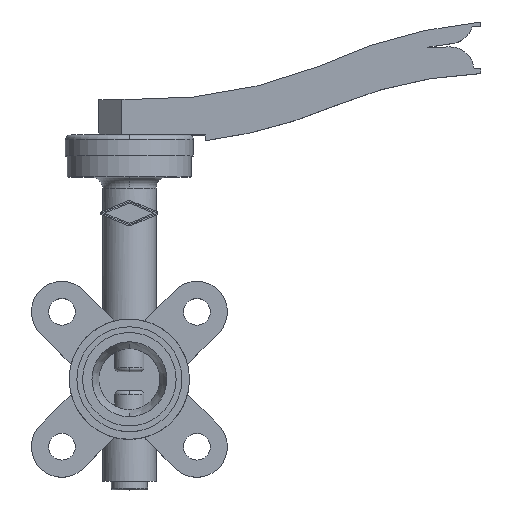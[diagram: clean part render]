
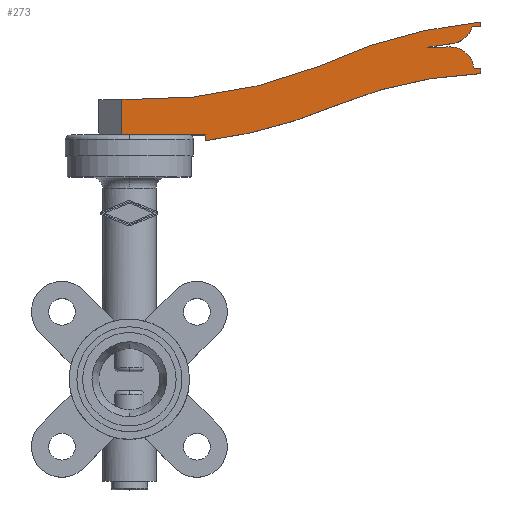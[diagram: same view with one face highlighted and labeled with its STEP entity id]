
A CAD part, top view. The second image highlights one B-rep face of the part: STEP entity #273.
In plain terms, the highlighted planar face has unit normal (0, 0, 1).
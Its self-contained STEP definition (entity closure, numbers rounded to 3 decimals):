
#273 = ADVANCED_FACE( '', ( #599 ), #600, .T. );
#599 = FACE_OUTER_BOUND( '', #925, .T. );
#600 = PLANE( '', #926 );
#925 = EDGE_LOOP( '', ( #2157, #2158, #2159, #2160, #2161, #2162, #2163, #2164, #2165, #2166, #2167, #2168, #2169, #2170, #2171, #2172 ) );
#926 = AXIS2_PLACEMENT_3D( '', #2173, #2174, #2175 );
#2157 = ORIENTED_EDGE( '', *, *, #2524, .T. );
#2158 = ORIENTED_EDGE( '', *, *, #2532, .T. );
#2159 = ORIENTED_EDGE( '', *, *, #2548, .T. );
#2160 = ORIENTED_EDGE( '', *, *, #2550, .T. );
#2161 = ORIENTED_EDGE( '', *, *, #2552, .T. );
#2162 = ORIENTED_EDGE( '', *, *, #2554, .T. );
#2163 = ORIENTED_EDGE( '', *, *, #2556, .T. );
#2164 = ORIENTED_EDGE( '', *, *, #2558, .T. );
#2165 = ORIENTED_EDGE( '', *, *, #2560, .T. );
#2166 = ORIENTED_EDGE( '', *, *, #2562, .T. );
#2167 = ORIENTED_EDGE( '', *, *, #2564, .T. );
#2168 = ORIENTED_EDGE( '', *, *, #2566, .T. );
#2169 = ORIENTED_EDGE( '', *, *, #2568, .T. );
#2170 = ORIENTED_EDGE( '', *, *, #2570, .T. );
#2171 = ORIENTED_EDGE( '', *, *, #2572, .T. );
#2172 = ORIENTED_EDGE( '', *, *, #2573, .T. );
#2173 = CARTESIAN_POINT( '', ( 0., 125., -6.5 ) );
#2174 = DIRECTION( '', ( 0., 0., 1. ) );
#2175 = DIRECTION( '', ( 1., 0., 0. ) );
#2524 = EDGE_CURVE( '', #3157, #3154, #3158, .T. );
#2532 = EDGE_CURVE( '', #3154, #3169, #3171, .T. );
#2548 = EDGE_CURVE( '', #3169, #3199, #3201, .T. );
#2550 = EDGE_CURVE( '', #3199, #3202, #3204, .T. );
#2552 = EDGE_CURVE( '', #3202, #3205, #3207, .T. );
#2554 = EDGE_CURVE( '', #3205, #3208, #3210, .T. );
#2556 = EDGE_CURVE( '', #3208, #3211, #3213, .T. );
#2558 = EDGE_CURVE( '', #3211, #3214, #3216, .T. );
#2560 = EDGE_CURVE( '', #3214, #3217, #3219, .T. );
#2562 = EDGE_CURVE( '', #3217, #3220, #3222, .T. );
#2564 = EDGE_CURVE( '', #3220, #3223, #3225, .T. );
#2566 = EDGE_CURVE( '', #3223, #3226, #3228, .T. );
#2568 = EDGE_CURVE( '', #3226, #3229, #3231, .T. );
#2570 = EDGE_CURVE( '', #3229, #3232, #3234, .T. );
#2572 = EDGE_CURVE( '', #3232, #3235, #3237, .T. );
#2573 = EDGE_CURVE( '', #3235, #3157, #3238, .T. );
#3154 = VERTEX_POINT( '', #4511 );
#3157 = VERTEX_POINT( '', #4515 );
#3158 = LINE( '', #4516, #4517 );
#3169 = VERTEX_POINT( '', #4534 );
#3171 = LINE( '', #4537, #4538 );
#3199 = VERTEX_POINT( '', #4574 );
#3201 = LINE( '', #4577, #4578 );
#3202 = VERTEX_POINT( '', #4579 );
#3204 = CIRCLE( '', #4582, 255. );
#3205 = VERTEX_POINT( '', #4583 );
#3207 = CIRCLE( '', #4586, 223. );
#3208 = VERTEX_POINT( '', #4587 );
#3210 = LINE( '', #4590, #4591 );
#3211 = VERTEX_POINT( '', #4592 );
#3213 = LINE( '', #4595, #4596 );
#3214 = VERTEX_POINT( '', #4597 );
#3216 = CIRCLE( '', #4600, 12.5 );
#3217 = VERTEX_POINT( '', #4601 );
#3219 = LINE( '', #4604, #4605 );
#3220 = VERTEX_POINT( '', #4606 );
#3222 = LINE( '', #4609, #4610 );
#3223 = VERTEX_POINT( '', #4611 );
#3225 = CIRCLE( '', #4614, 12.5 );
#3226 = VERTEX_POINT( '', #4615 );
#3228 = LINE( '', #4618, #4619 );
#3229 = VERTEX_POINT( '', #4620 );
#3231 = LINE( '', #4623, #4624 );
#3232 = VERTEX_POINT( '', #4625 );
#3234 = CIRCLE( '', #4628, 255. );
#3235 = VERTEX_POINT( '', #4629 );
#3237 = CIRCLE( '', #4632, 250. );
#3238 = LINE( '', #4633, #4634 );
#4511 = CARTESIAN_POINT( '', ( -4., 128., -6.5 ) );
#4515 = CARTESIAN_POINT( '', ( -4., 146.6, -6.5 ) );
#4516 = CARTESIAN_POINT( '', ( -4., 125., -6.5 ) );
#4517 = VECTOR( '', #5261, 1. );
#4534 = CARTESIAN_POINT( '', ( 39.8, 128., -6.5 ) );
#4537 = CARTESIAN_POINT( '', ( -16., 128., -6.5 ) );
#4538 = VECTOR( '', #5269, 1. );
#4574 = CARTESIAN_POINT( '', ( 39.8, 125., -6.5 ) );
#4577 = CARTESIAN_POINT( '', ( 39.8, 128., -6.5 ) );
#4578 = VECTOR( '', #5297, 1. );
#4579 = CARTESIAN_POINT( '', ( 107., 143., -6.5 ) );
#4582 = AXIS2_PLACEMENT_3D( '', #5299, #5300, #5301 );
#4583 = CARTESIAN_POINT( '', ( 184., 160.2, -6.5 ) );
#4586 = AXIS2_PLACEMENT_3D( '', #5303, #5304, #5305 );
#4587 = CARTESIAN_POINT( '', ( 184., 162.7, -6.5 ) );
#4590 = CARTESIAN_POINT( '', ( 184., 160.2, -6.5 ) );
#4591 = VECTOR( '', #5307, 1. );
#4592 = CARTESIAN_POINT( '', ( 180.6, 162.7, -6.5 ) );
#4595 = CARTESIAN_POINT( '', ( 184., 162.7, -6.5 ) );
#4596 = VECTOR( '', #5309, 1. );
#4597 = CARTESIAN_POINT( '', ( 168.015, 174.122, -6.5 ) );
#4600 = AXIS2_PLACEMENT_3D( '', #5311, #5312, #5313 );
#4601 = CARTESIAN_POINT( '', ( 156.4, 174., -6.5 ) );
#4604 = CARTESIAN_POINT( '', ( 168.015, 174.122, -6.5 ) );
#4605 = VECTOR( '', #5315, 1. );
#4606 = CARTESIAN_POINT( '', ( 169.9, 176., -6.5 ) );
#4609 = CARTESIAN_POINT( '', ( 156.4, 174., -6.5 ) );
#4610 = VECTOR( '', #5317, 1. );
#4611 = CARTESIAN_POINT( '', ( 179.7, 184.7, -6.5 ) );
#4614 = AXIS2_PLACEMENT_3D( '', #5319, #5320, #5321 );
#4615 = CARTESIAN_POINT( '', ( 184., 184.7, -6.5 ) );
#4618 = CARTESIAN_POINT( '', ( 179.7, 184.7, -6.5 ) );
#4619 = VECTOR( '', #5323, 1. );
#4620 = CARTESIAN_POINT( '', ( 184., 187.2, -6.5 ) );
#4623 = CARTESIAN_POINT( '', ( 184., 184.7, -6.5 ) );
#4624 = VECTOR( '', #5325, 1. );
#4625 = CARTESIAN_POINT( '', ( 99., 163.89, -6.5 ) );
#4628 = AXIS2_PLACEMENT_3D( '', #5327, #5328, #5329 );
#4629 = CARTESIAN_POINT( '', ( 0., 146.6, -6.5 ) );
#4632 = AXIS2_PLACEMENT_3D( '', #5331, #5332, #5333 );
#4633 = CARTESIAN_POINT( '', ( 0., 146.6, -6.5 ) );
#4634 = VECTOR( '', #5334, 1. );
#5261 = DIRECTION( '', ( 0., -1., 0. ) );
#5269 = DIRECTION( '', ( 1., 0., 0. ) );
#5297 = DIRECTION( '', ( 0., -1., 0. ) );
#5299 = CARTESIAN_POINT( '', ( 8.039, 378.014, -6.5 ) );
#5300 = DIRECTION( '', ( 0., 0., 1. ) );
#5301 = DIRECTION( '', ( 0.125, -0.992, 0. ) );
#5303 = CARTESIAN_POINT( '', ( 193.348, -62.604, -6.5 ) );
#5304 = DIRECTION( '', ( 0., 0., -1. ) );
#5305 = DIRECTION( '', ( -0.387, 0.922, 0. ) );
#5307 = DIRECTION( '', ( 0., 1., 0. ) );
#5309 = DIRECTION( '', ( -1., 0., 0. ) );
#5311 = CARTESIAN_POINT( '', ( 168.147, 161.623, -6.5 ) );
#5312 = DIRECTION( '', ( 0., 0., 1. ) );
#5313 = DIRECTION( '', ( 0.996, 0.086, 0. ) );
#5315 = DIRECTION( '', ( -1., -0.01, 0. ) );
#5317 = DIRECTION( '', ( 0.989, 0.147, 0. ) );
#5319 = CARTESIAN_POINT( '', ( 167.733, 188.311, -6.5 ) );
#5320 = DIRECTION( '', ( 0., 0., 1. ) );
#5321 = DIRECTION( '', ( 0.173, -0.985, 0. ) );
#5323 = DIRECTION( '', ( 1., 0., 0. ) );
#5325 = DIRECTION( '', ( 0., 1., 0. ) );
#5327 = CARTESIAN_POINT( '', ( 207.925, -66.675, -6.5 ) );
#5328 = DIRECTION( '', ( 0., 0., 1. ) );
#5329 = DIRECTION( '', ( -0.094, 0.996, 0. ) );
#5331 = CARTESIAN_POINT( '', ( 7.367, 396.491, -6.5 ) );
#5332 = DIRECTION( '', ( 0., 0., -1. ) );
#5333 = DIRECTION( '', ( 0.367, -0.93, 0. ) );
#5334 = DIRECTION( '', ( -1., 0., 0. ) );
